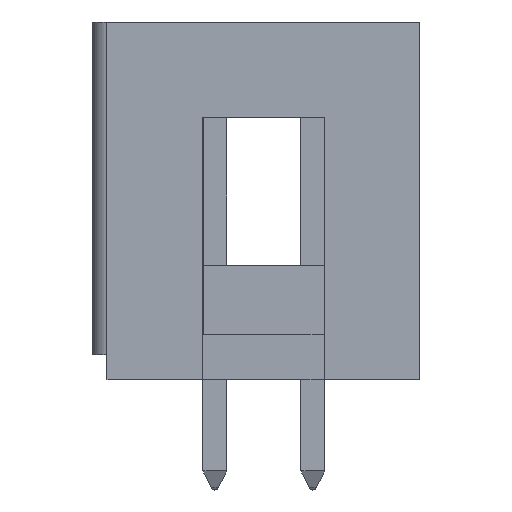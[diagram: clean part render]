
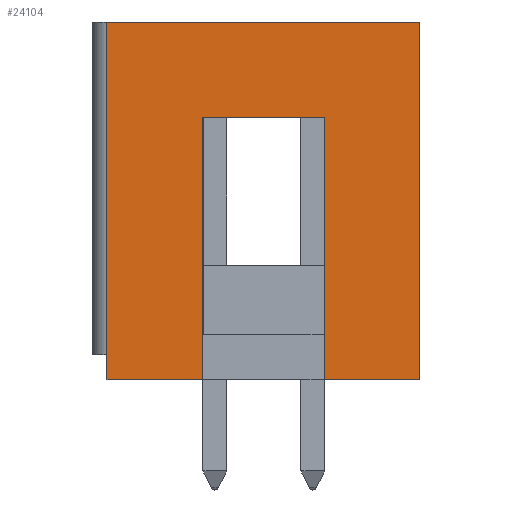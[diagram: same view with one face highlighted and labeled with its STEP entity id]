
A CAD part, left-side view. The second image highlights one B-rep face of the part: STEP entity #24104.
In plain terms, the highlighted planar face has unit normal (-1, 0, 0).
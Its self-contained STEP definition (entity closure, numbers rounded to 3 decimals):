
#24104=ADVANCED_FACE('',(#28111),#28157,.F.);
#24830=VERTEX_POINT('',#24831);
#24831=CARTESIAN_POINT('',(-21.995,0.911,
   0.));
#24832=EDGE_CURVE('',#24837,#24830,#24833,.T.);
#24833=LINE('',#24834,#24835);
#24834=CARTESIAN_POINT('',(-21.995,0.911,
   9.4));
#24835=VECTOR('',#24836,1.);
#24836=DIRECTION('',(0.,0.,-1.));
#24837=VERTEX_POINT('',#24838);
#24838=CARTESIAN_POINT('',(-21.995,0.911,
   9.4));
#27899=VERTEX_POINT('',#27901);
#27901=CARTESIAN_POINT('',(-21.995,-7.299,
   9.4));
#27957=EDGE_CURVE('',#24837,#27899,#27958,.T.);
#27958=LINE('',#27959,#27960);
#27959=CARTESIAN_POINT('',(-21.995,0.911,
   9.4));
#27960=VECTOR('',#27961,1.);
#27961=DIRECTION('',(0.,-1.,0.));
#28111=FACE_OUTER_BOUND('',#28112,.T.);
#28112=EDGE_LOOP('',(#28113,#28114,#28115,#28116,#28117,#28118,#28119,
   #28120));
#28113=ORIENTED_EDGE('',*,*,#28121,.F.);
#28114=ORIENTED_EDGE('',*,*,#28130,.F.);
#28115=ORIENTED_EDGE('',*,*,#28137,.T.);
#28116=ORIENTED_EDGE('',*,*,#28144,.F.);
#28117=ORIENTED_EDGE('',*,*,#27957,.F.);
#28118=ORIENTED_EDGE('',*,*,#24832,.T.);
#28119=ORIENTED_EDGE('',*,*,#28149,.T.);
#28120=ORIENTED_EDGE('',*,*,#28152,.F.);
#28121=EDGE_CURVE('',#28126,#28127,#28122,.T.);
#28122=LINE('',#28123,#28124);
#28123=CARTESIAN_POINT('',(-21.995,-1.594
   ,6.9));
#28124=VECTOR('',#28125,1.);
#28125=DIRECTION('',(0.,1.,0.
   ));
#28126=VERTEX_POINT('',#28128);
#28127=VERTEX_POINT('',#28129);
#28128=CARTESIAN_POINT('',(-21.995,-4.794
   ,6.9));
#28129=CARTESIAN_POINT('',(-21.995,-1.594
   ,6.9));
#28130=EDGE_CURVE('',#28135,#28126,#28131,.T.);
#28131=LINE('',#28132,#28133);
#28132=CARTESIAN_POINT('',(-21.995,-4.794
   ,6.9));
#28133=VECTOR('',#28134,1.);
#28134=DIRECTION('',(0.,0.,
   1.));
#28135=VERTEX_POINT('',#28136);
#28136=CARTESIAN_POINT('',(-21.995,-4.794
   ,0.));
#28137=EDGE_CURVE('',#28135,#28142,#28138,.T.);
#28138=LINE('',#28139,#28140);
#28139=CARTESIAN_POINT('',(-21.995,0.911,
   0.));
#28140=VECTOR('',#28141,1.);
#28141=DIRECTION('',(0.,-1.,0.));
#28142=VERTEX_POINT('',#28143);
#28143=CARTESIAN_POINT('',(-21.995,-7.299,
   0.));
#28144=EDGE_CURVE('',#27899,#28142,#28145,.T.);
#28145=LINE('',#28146,#28147);
#28146=CARTESIAN_POINT('',(-21.995,-7.299,
   9.4));
#28147=VECTOR('',#28148,1.);
#28148=DIRECTION('',(0.,0.,-1.));
#28149=EDGE_CURVE('',#24830,#28150,#28138,.T.);
#28150=VERTEX_POINT('',#28151);
#28151=CARTESIAN_POINT('',(-21.995,-1.594
   ,0.));
#28152=EDGE_CURVE('',#28127,#28150,#28153,.T.);
#28153=LINE('',#28154,#28155);
#28154=CARTESIAN_POINT('',(-21.995,-1.594
   ,-0.739));
#28155=VECTOR('',#28156,1.);
#28156=DIRECTION('',(0.,0.,
   -1.));
#28157=PLANE('',#28158);
#28158=AXIS2_PLACEMENT_3D('',#28159,#28160,#28161);
#28159=CARTESIAN_POINT('',(-21.995,0.911,
   9.4));
#28160=DIRECTION('',(1.,0.,0.));
#28161=DIRECTION('',(0.,1.,0.));
